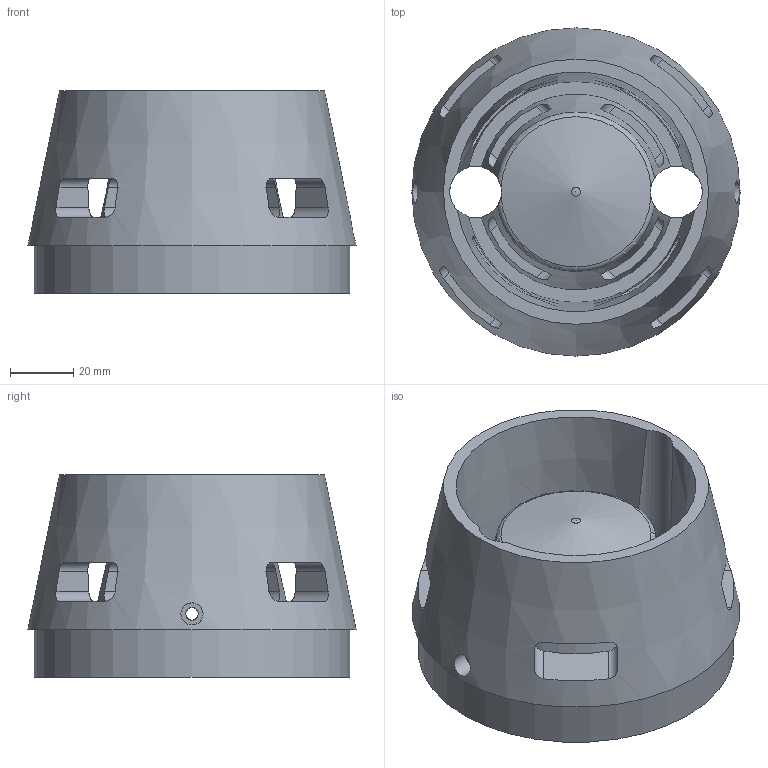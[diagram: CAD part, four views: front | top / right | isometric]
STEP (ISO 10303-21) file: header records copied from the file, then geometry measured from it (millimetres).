
FILE_DESCRIPTION(/* description */ (''),/* implementation_level */ '2;1');
FILE_NAME(/* name */ 'SP02_ALPHAV3_SEPA_PRINCIPALE.step',/* time_stamp */ '2025-09-30T08:59:44+02:00',/* author */ (''),/* organization */ (''),/* preprocessor_version */ 'ST-DEVELOPER v20.1',/* originating_system */ 'Autodesk Translation Framework v14.17.0.0',/* authorisation */ '');
FILE_SCHEMA (('AUTOMOTIVE_DESIGN { 1 0 10303 214 3 1 1 }'));
Length unit declared in the file: millimetre
Products named in the file (1): SP02_ALPHA3_SEPA_PRINCIPALE
Bounding box: 104 x 104 x 64 mm (x, y, z)
Volume: 190233.4 mm3; surface area: 55454.8 mm2
Topology: 1 solids, 1 shells, 97 faces, 287 edges, 191 vertices
Faces by surface type: cylinder 44, plane 43, cone 7, torus 2, sphere 1
Full cylindrical faces by diameter (mm): 4 x4, 7 x2, 14 x1, 16.4 x2, 44 x1, 80 x1, 100 x1
Entity records: 4195 total; most frequent: CARTESIAN_POINT 1707, ORIENTED_EDGE 572, DIRECTION 429, EDGE_CURVE 286, VERTEX_POINT 191, AXIS2_PLACEMENT_3D 169, EDGE_LOOP 125, B_SPLINE_CURVE_WITH_KNOTS 100
